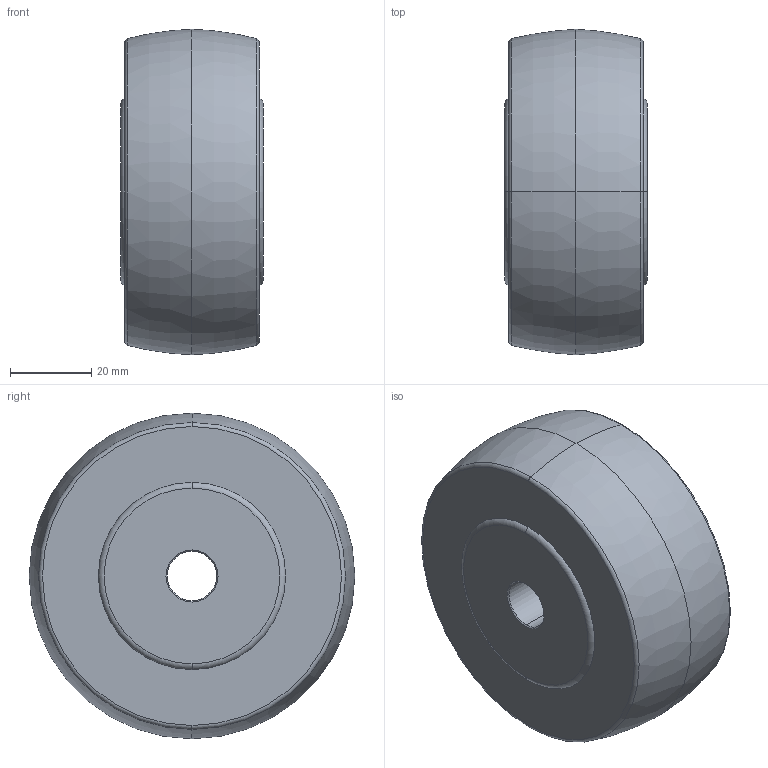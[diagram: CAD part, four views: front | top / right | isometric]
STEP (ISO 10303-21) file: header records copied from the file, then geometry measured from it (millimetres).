
FILE_DESCRIPTION (( 'STEP AP214' ), '1' );
FILE_NAME ('0037728.step', '2022-04-20T11:10:56', ( '' ), ( '' ), 'SwSTEP 2.0', 'SolidWorks 2020', '' );
FILE_SCHEMA (( 'AUTOMOTIVE_DESIGN' ));
Length unit declared in the file: millimetre
Products named in the file (1): 0037728
Bounding box: 35 x 80 x 80 mm (x, y, z)
Volume: 157511.3 mm3; surface area: 18162.3 mm2
Topology: 1 solids, 1 shells, 22 faces, 44 edges, 26 vertices
Faces by surface type: torus 12, cone 4, plane 4, cylinder 2
Entity records: 866 total; most frequent: DIRECTION 128, CARTESIAN_POINT 93, ORIENTED_EDGE 88, AXIS2_PLACEMENT_3D 61, EDGE_CURVE 44, CIRCLE 38, VERTEX_POINT 26, EDGE_LOOP 26
